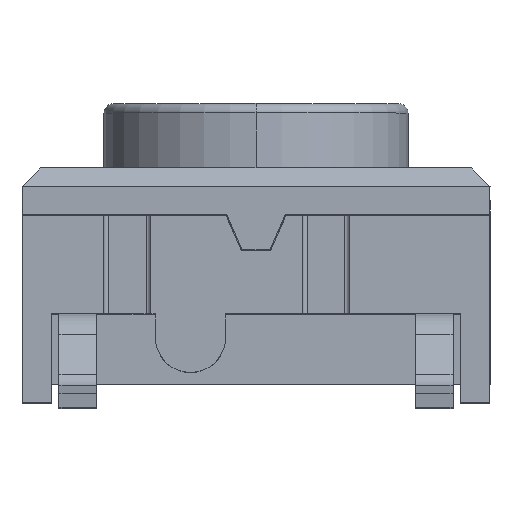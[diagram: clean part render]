
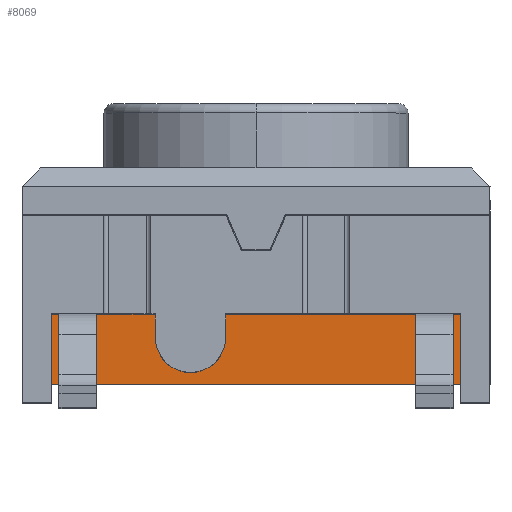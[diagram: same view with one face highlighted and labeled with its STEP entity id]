
A CAD part, top view. The second image highlights one B-rep face of the part: STEP entity #8069.
In plain terms, the highlighted planar face has unit normal (0, 0, 1).
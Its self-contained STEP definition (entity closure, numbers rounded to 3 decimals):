
#42 = EDGE_CURVE ( 'NONE', #3656, #7252, #5321, .T. ) ;
#90 = ORIENTED_EDGE ( 'NONE', *, *, #1777, .F. ) ;
#96 = DIRECTION ( 'NONE',  ( -1., 0., 0. ) ) ;
#180 = LINE ( 'NONE', #6329, #5559 ) ;
#256 = LINE ( 'NONE', #7201, #7750 ) ;
#381 = VECTOR ( 'NONE', #8311, 1000. ) ;
#449 = CARTESIAN_POINT ( 'NONE',  ( -1.4, -2.62, 3.5 ) ) ;
#520 = DIRECTION ( 'NONE',  ( 0., 1., 0. ) ) ;
#605 = LINE ( 'NONE', #1593, #381 ) ;
#615 = VECTOR ( 'NONE', #6622, 1000. ) ;
#667 = FACE_OUTER_BOUND ( 'NONE', #4786, .T. ) ;
#686 = VECTOR ( 'NONE', #520, 1000. ) ;
#704 = EDGE_CURVE ( 'NONE', #1400, #8237, #8985, .T. ) ;
#764 = LINE ( 'NONE', #9104, #4510 ) ;
#972 = DIRECTION ( 'NONE',  ( 0., 1., 0. ) ) ;
#1010 = EDGE_CURVE ( 'NONE', #4681, #4474, #2774, .T. ) ;
#1044 = CARTESIAN_POINT ( 'NONE',  ( 4.21, -2.12, 3.5 ) ) ;
#1045 = VECTOR ( 'NONE', #8307, 1000. ) ;
#1130 = CARTESIAN_POINT ( 'NONE',  ( -4.21, -2.42, 3.5 ) ) ;
#1146 = DIRECTION ( 'NONE',  ( -1., 0., 0. ) ) ;
#1153 = ORIENTED_EDGE ( 'NONE', *, *, #7327, .F. ) ;
#1156 = ORIENTED_EDGE ( 'NONE', *, *, #5669, .F. ) ;
#1223 = EDGE_CURVE ( 'NONE', #6691, #2975, #6864, .T. ) ;
#1281 = ORIENTED_EDGE ( 'NONE', *, *, #2120, .F. ) ;
#1400 = VERTEX_POINT ( 'NONE', #6106 ) ;
#1529 = EDGE_CURVE ( 'NONE', #5341, #3952, #2720, .T. ) ;
#1577 = VECTOR ( 'NONE', #8986, 1000. ) ;
#1593 = CARTESIAN_POINT ( 'NONE',  ( -4.375, -3.62, 3.5 ) ) ;
#1736 = CARTESIAN_POINT ( 'NONE',  ( -4.21, -2.42, 3.5 ) ) ;
#1777 = EDGE_CURVE ( 'NONE', #4474, #1400, #180, .T. ) ;
#1815 = CARTESIAN_POINT ( 'NONE',  ( -4.375, -3.62, 3.5 ) ) ;
#1898 = EDGE_CURVE ( 'NONE', #5341, #4681, #2927, .T. ) ;
#2007 = ORIENTED_EDGE ( 'NONE', *, *, #6980, .T. ) ;
#2120 = EDGE_CURVE ( 'NONE', #6033, #6223, #605, .T. ) ;
#2145 = VERTEX_POINT ( 'NONE', #8398 ) ;
#2162 = PLANE ( 'NONE',  #7312 ) ;
#2324 = EDGE_CURVE ( 'NONE', #6028, #6033, #7867, .T. ) ;
#2401 = ORIENTED_EDGE ( 'NONE', *, *, #4519, .F. ) ;
#2438 = DIRECTION ( 'NONE',  ( -1., 0., 0. ) ) ;
#2687 = ORIENTED_EDGE ( 'NONE', *, *, #1898, .F. ) ;
#2720 = LINE ( 'NONE', #5787, #8127 ) ;
#2774 = LINE ( 'NONE', #4734, #686 ) ;
#2784 = DIRECTION ( 'NONE',  ( 0., 1., 0. ) ) ;
#2807 = ORIENTED_EDGE ( 'NONE', *, *, #5137, .T. ) ;
#2919 = LINE ( 'NONE', #3262, #6673 ) ;
#2927 = LINE ( 'NONE', #1130, #1045 ) ;
#2954 = LINE ( 'NONE', #3516, #8362 ) ;
#2975 = VERTEX_POINT ( 'NONE', #8370 ) ;
#3029 = LINE ( 'NONE', #4214, #6561 ) ;
#3156 = CARTESIAN_POINT ( 'NONE',  ( 4.375, -2.12, 3.5 ) ) ;
#3172 = ORIENTED_EDGE ( 'NONE', *, *, #42, .F. ) ;
#3262 = CARTESIAN_POINT ( 'NONE',  ( 4.21, -2.42, 3.5 ) ) ;
#3302 = ORIENTED_EDGE ( 'NONE', *, *, #2324, .F. ) ;
#3408 = CARTESIAN_POINT ( 'NONE',  ( -3.41, -2.12, 3.5 ) ) ;
#3410 = DIRECTION ( 'NONE',  ( 1., 0., 0. ) ) ;
#3495 = DIRECTION ( 'NONE',  ( 1., 0., 0. ) ) ;
#3516 = CARTESIAN_POINT ( 'NONE',  ( 3.41, -2.12, 3.5 ) ) ;
#3543 = CARTESIAN_POINT ( 'NONE',  ( -2.15, -2.62, 3.5 ) ) ;
#3656 = VERTEX_POINT ( 'NONE', #5546 ) ;
#3952 = VERTEX_POINT ( 'NONE', #5221 ) ;
#4031 = DIRECTION ( 'NONE',  ( 0., -1., 0. ) ) ;
#4144 = VERTEX_POINT ( 'NONE', #6534 ) ;
#4214 = CARTESIAN_POINT ( 'NONE',  ( 4.375, -2.12, 3.5 ) ) ;
#4266 = ORIENTED_EDGE ( 'NONE', *, *, #1223, .F. ) ;
#4306 = DIRECTION ( 'NONE',  ( 0., 0., 1. ) ) ;
#4348 = DIRECTION ( 'NONE',  ( 1., 0., 0. ) ) ;
#4377 = CARTESIAN_POINT ( 'NONE',  ( -3.41, -2.42, 3.5 ) ) ;
#4474 = VERTEX_POINT ( 'NONE', #3408 ) ;
#4510 = VECTOR ( 'NONE', #4847, 1000. ) ;
#4519 = EDGE_CURVE ( 'NONE', #6223, #3952, #764, .T. ) ;
#4681 = VERTEX_POINT ( 'NONE', #4377 ) ;
#4734 = CARTESIAN_POINT ( 'NONE',  ( -3.41, -2.12, 3.5 ) ) ;
#4766 = CIRCLE ( 'NONE', #8725, 0.75 ) ;
#4786 = EDGE_LOOP ( 'NONE', ( #2687, #7054, #2401, #1281, #3302, #6897, #1153, #3172, #2007, #2807, #1156, #4266, #6666, #6669, #90, #7241 ) ) ;
#4847 = DIRECTION ( 'NONE',  ( 1., 0., 0. ) ) ;
#5137 = EDGE_CURVE ( 'NONE', #2145, #4144, #2954, .T. ) ;
#5217 = VECTOR ( 'NONE', #4031, 1000. ) ;
#5221 = CARTESIAN_POINT ( 'NONE',  ( -4.21, -2.12, 3.5 ) ) ;
#5321 = LINE ( 'NONE', #1044, #1577 ) ;
#5341 = VERTEX_POINT ( 'NONE', #1736 ) ;
#5355 = VERTEX_POINT ( 'NONE', #3156 ) ;
#5371 = DIRECTION ( 'NONE',  ( 0., 0., 1. ) ) ;
#5546 = CARTESIAN_POINT ( 'NONE',  ( 4.21, -2.42, 3.5 ) ) ;
#5559 = VECTOR ( 'NONE', #3410, 1000. ) ;
#5586 = CARTESIAN_POINT ( 'NONE',  ( -4.375, -2.12, 3.5 ) ) ;
#5669 = EDGE_CURVE ( 'NONE', #2975, #4144, #3029, .T. ) ;
#5776 = VECTOR ( 'NONE', #2438, 1000. ) ;
#5787 = CARTESIAN_POINT ( 'NONE',  ( -4.21, -2.12, 3.5 ) ) ;
#5904 = EDGE_CURVE ( 'NONE', #5355, #6028, #6022, .T. ) ;
#5914 = CARTESIAN_POINT ( 'NONE',  ( 4.375, -3.62, 3.5 ) ) ;
#6022 = LINE ( 'NONE', #5914, #615 ) ;
#6028 = VERTEX_POINT ( 'NONE', #6041 ) ;
#6033 = VERTEX_POINT ( 'NONE', #1815 ) ;
#6041 = CARTESIAN_POINT ( 'NONE',  ( 4.375, -3.62, 3.5 ) ) ;
#6106 = CARTESIAN_POINT ( 'NONE',  ( -2.15, -2.12, 3.5 ) ) ;
#6223 = VERTEX_POINT ( 'NONE', #5586 ) ;
#6329 = CARTESIAN_POINT ( 'NONE',  ( -2.15, -2.12, 3.5 ) ) ;
#6367 = CARTESIAN_POINT ( 'NONE',  ( 4.21, -2.12, 3.5 ) ) ;
#6534 = CARTESIAN_POINT ( 'NONE',  ( 3.41, -2.12, 3.5 ) ) ;
#6561 = VECTOR ( 'NONE', #3495, 1000. ) ;
#6622 = DIRECTION ( 'NONE',  ( 0., -1., 0. ) ) ;
#6630 = VECTOR ( 'NONE', #7397, 1000. ) ;
#6666 = ORIENTED_EDGE ( 'NONE', *, *, #6985, .F. ) ;
#6669 = ORIENTED_EDGE ( 'NONE', *, *, #704, .F. ) ;
#6673 = VECTOR ( 'NONE', #8187, 1000. ) ;
#6691 = VERTEX_POINT ( 'NONE', #7828 ) ;
#6763 = CARTESIAN_POINT ( 'NONE',  ( -0.65, -2.62, 3.5 ) ) ;
#6864 = LINE ( 'NONE', #6763, #6630 ) ;
#6897 = ORIENTED_EDGE ( 'NONE', *, *, #5904, .F. ) ;
#6980 = EDGE_CURVE ( 'NONE', #3656, #2145, #2919, .T. ) ;
#6985 = EDGE_CURVE ( 'NONE', #8237, #6691, #4766, .T. ) ;
#7054 = ORIENTED_EDGE ( 'NONE', *, *, #1529, .T. ) ;
#7201 = CARTESIAN_POINT ( 'NONE',  ( 4.375, -2.12, 3.5 ) ) ;
#7241 = ORIENTED_EDGE ( 'NONE', *, *, #1010, .F. ) ;
#7252 = VERTEX_POINT ( 'NONE', #6367 ) ;
#7312 = AXIS2_PLACEMENT_3D ( 'NONE', #8542, #4306, #96 ) ;
#7327 = EDGE_CURVE ( 'NONE', #7252, #5355, #256, .T. ) ;
#7332 = CARTESIAN_POINT ( 'NONE',  ( -2.15, -2.62, 3.5 ) ) ;
#7397 = DIRECTION ( 'NONE',  ( 0., 1., 0. ) ) ;
#7750 = VECTOR ( 'NONE', #4348, 1000. ) ;
#7828 = CARTESIAN_POINT ( 'NONE',  ( -0.65, -2.62, 3.5 ) ) ;
#7867 = LINE ( 'NONE', #8251, #5776 ) ;
#8069 = ADVANCED_FACE ( 'NONE', ( #667 ), #2162, .T. ) ;
#8127 = VECTOR ( 'NONE', #972, 1000. ) ;
#8187 = DIRECTION ( 'NONE',  ( -1., 0., 0. ) ) ;
#8237 = VERTEX_POINT ( 'NONE', #7332 ) ;
#8251 = CARTESIAN_POINT ( 'NONE',  ( 4.375, -3.62, 3.5 ) ) ;
#8307 = DIRECTION ( 'NONE',  ( 1., 0., 0. ) ) ;
#8311 = DIRECTION ( 'NONE',  ( 0., 1., 0. ) ) ;
#8362 = VECTOR ( 'NONE', #2784, 1000. ) ;
#8370 = CARTESIAN_POINT ( 'NONE',  ( -0.65, -2.12, 3.5 ) ) ;
#8398 = CARTESIAN_POINT ( 'NONE',  ( 3.41, -2.42, 3.5 ) ) ;
#8542 = CARTESIAN_POINT ( 'NONE',  ( -1.4, -2.62, 3.5 ) ) ;
#8725 = AXIS2_PLACEMENT_3D ( 'NONE', #449, #5371, #1146 ) ;
#8985 = LINE ( 'NONE', #3543, #5217 ) ;
#8986 = DIRECTION ( 'NONE',  ( 0., 1., 0. ) ) ;
#9104 = CARTESIAN_POINT ( 'NONE',  ( -2.15, -2.12, 3.5 ) ) ;
